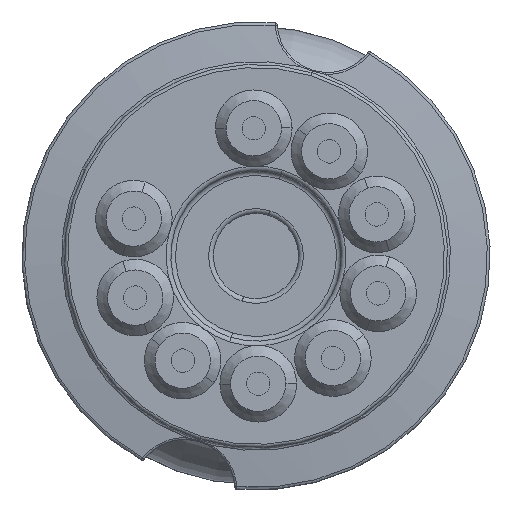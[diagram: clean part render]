
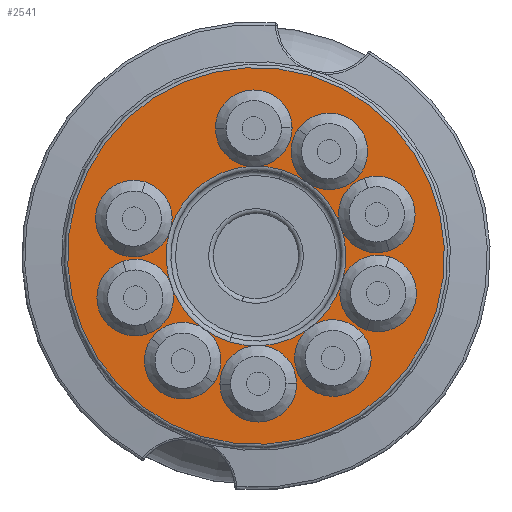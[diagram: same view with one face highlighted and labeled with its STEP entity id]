
A CAD part, left-side view. The second image highlights one B-rep face of the part: STEP entity #2541.
In plain terms, the highlighted face is planar.
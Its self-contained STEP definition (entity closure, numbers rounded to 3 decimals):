
#690 = VERTEX_POINT('',#691);
#691 = CARTESIAN_POINT('',(-6.956,-10.,-1.854));
#705 = VERTEX_POINT('',#706);
#706 = CARTESIAN_POINT('',(-4.456,-10.,-1.854));
#712 = EDGE_CURVE('',#705,#690,#713,.T.);
#713 = CIRCLE('',#714,1.25);
#714 = AXIS2_PLACEMENT_3D('',#715,#716,#717);
#715 = CARTESIAN_POINT('',(-5.706,-10.,-1.854));
#716 = DIRECTION('',(0.,1.,0.));
#717 = DIRECTION('',(-1.,0.,-0.));
#728 = VERTEX_POINT('',#729);
#729 = CARTESIAN_POINT('',(-6.956,-10.,1.854));
#743 = VERTEX_POINT('',#744);
#744 = CARTESIAN_POINT('',(-4.456,-10.,1.854));
#750 = EDGE_CURVE('',#743,#728,#751,.T.);
#751 = CIRCLE('',#752,1.25);
#752 = AXIS2_PLACEMENT_3D('',#753,#754,#755);
#753 = CARTESIAN_POINT('',(-5.706,-10.,1.854));
#754 = DIRECTION('',(0.,1.,0.));
#755 = DIRECTION('',(-1.,0.,-0.));
#766 = VERTEX_POINT('',#767);
#767 = CARTESIAN_POINT('',(-4.777,-10.,4.854));
#781 = VERTEX_POINT('',#782);
#782 = CARTESIAN_POINT('',(-2.277,-10.,4.854));
#788 = EDGE_CURVE('',#781,#766,#789,.T.);
#789 = CIRCLE('',#790,1.25);
#790 = AXIS2_PLACEMENT_3D('',#791,#792,#793);
#791 = CARTESIAN_POINT('',(-3.527,-10.,4.854));
#792 = DIRECTION('',(0.,1.,0.));
#793 = DIRECTION('',(-1.,0.,-0.));
#804 = VERTEX_POINT('',#805);
#805 = CARTESIAN_POINT('',(-1.25,-10.,6.));
#819 = VERTEX_POINT('',#820);
#820 = CARTESIAN_POINT('',(1.25,-10.,6.));
#826 = EDGE_CURVE('',#819,#804,#827,.T.);
#827 = CIRCLE('',#828,1.25);
#828 = AXIS2_PLACEMENT_3D('',#829,#830,#831);
#829 = CARTESIAN_POINT('',(0.,-10.,6.));
#830 = DIRECTION('',(0.,1.,0.));
#831 = DIRECTION('',(-1.,0.,-0.));
#842 = VERTEX_POINT('',#843);
#843 = CARTESIAN_POINT('',(2.277,-10.,4.854));
#857 = VERTEX_POINT('',#858);
#858 = CARTESIAN_POINT('',(4.777,-10.,4.854));
#864 = EDGE_CURVE('',#857,#842,#865,.T.);
#865 = CIRCLE('',#866,1.25);
#866 = AXIS2_PLACEMENT_3D('',#867,#868,#869);
#867 = CARTESIAN_POINT('',(3.527,-10.,4.854));
#868 = DIRECTION('',(0.,1.,0.));
#869 = DIRECTION('',(-1.,0.,-0.));
#880 = VERTEX_POINT('',#881);
#881 = CARTESIAN_POINT('',(4.456,-10.,1.854));
#895 = VERTEX_POINT('',#896);
#896 = CARTESIAN_POINT('',(6.956,-10.,1.854));
#902 = EDGE_CURVE('',#895,#880,#903,.T.);
#903 = CIRCLE('',#904,1.25);
#904 = AXIS2_PLACEMENT_3D('',#905,#906,#907);
#905 = CARTESIAN_POINT('',(5.706,-10.,1.854));
#906 = DIRECTION('',(0.,1.,0.));
#907 = DIRECTION('',(-1.,0.,-0.));
#918 = VERTEX_POINT('',#919);
#919 = CARTESIAN_POINT('',(4.456,-10.,-1.854));
#933 = VERTEX_POINT('',#934);
#934 = CARTESIAN_POINT('',(6.956,-10.,-1.854));
#940 = EDGE_CURVE('',#933,#918,#941,.T.);
#941 = CIRCLE('',#942,1.25);
#942 = AXIS2_PLACEMENT_3D('',#943,#944,#945);
#943 = CARTESIAN_POINT('',(5.706,-10.,-1.854));
#944 = DIRECTION('',(0.,1.,0.));
#945 = DIRECTION('',(-1.,0.,-0.));
#956 = VERTEX_POINT('',#957);
#957 = CARTESIAN_POINT('',(2.277,-10.,-4.854));
#971 = VERTEX_POINT('',#972);
#972 = CARTESIAN_POINT('',(4.777,-10.,-4.854));
#978 = EDGE_CURVE('',#971,#956,#979,.T.);
#979 = CIRCLE('',#980,1.25);
#980 = AXIS2_PLACEMENT_3D('',#981,#982,#983);
#981 = CARTESIAN_POINT('',(3.527,-10.,-4.854));
#982 = DIRECTION('',(0.,1.,0.));
#983 = DIRECTION('',(-1.,0.,-0.));
#994 = VERTEX_POINT('',#995);
#995 = CARTESIAN_POINT('',(-1.25,-10.,-6.));
#1009 = VERTEX_POINT('',#1010);
#1010 = CARTESIAN_POINT('',(1.25,-10.,-6.));
#1016 = EDGE_CURVE('',#1009,#994,#1017,.T.);
#1017 = CIRCLE('',#1018,1.25);
#1018 = AXIS2_PLACEMENT_3D('',#1019,#1020,#1021);
#1019 = CARTESIAN_POINT('',(0.,-10.,-6.));
#1020 = DIRECTION('',(0.,1.,0.));
#1021 = DIRECTION('',(-1.,0.,-0.));
#1043 = VERTEX_POINT('',#1044);
#1044 = CARTESIAN_POINT('',(4.222,-10.,0.));
#1051 = EDGE_CURVE('',#1052,#1043,#1054,.T.);
#1052 = VERTEX_POINT('',#1053);
#1053 = CARTESIAN_POINT('',(-4.222,-10.,0.));
#1054 = CIRCLE('',#1055,4.222);
#1055 = AXIS2_PLACEMENT_3D('',#1056,#1057,#1058);
#1056 = CARTESIAN_POINT('',(0.,-10.,0.));
#1057 = DIRECTION('',(0.,1.,0.));
#1058 = DIRECTION('',(-1.,0.,0.));
#1619 = EDGE_CURVE('',#1620,#1622,#1624,.T.);
#1620 = VERTEX_POINT('',#1621);
#1621 = CARTESIAN_POINT('',(-8.85,-10.,0.));
#1622 = VERTEX_POINT('',#1623);
#1623 = CARTESIAN_POINT('',(8.85,-10.,0.));
#1624 = CIRCLE('',#1625,8.85);
#1625 = AXIS2_PLACEMENT_3D('',#1626,#1627,#1628);
#1626 = CARTESIAN_POINT('',(0.,-10.,0.));
#1627 = DIRECTION('',(0.,1.,0.));
#1628 = DIRECTION('',(-1.,0.,0.));
#1884 = EDGE_CURVE('',#1622,#1620,#1885,.T.);
#1885 = CIRCLE('',#1886,8.85);
#1886 = AXIS2_PLACEMENT_3D('',#1887,#1888,#1889);
#1887 = CARTESIAN_POINT('',(0.,-10.,0.));
#1888 = DIRECTION('',(0.,1.,0.));
#1889 = DIRECTION('',(-1.,0.,0.));
#2530 = EDGE_CURVE('',#1043,#1052,#2531,.T.);
#2531 = CIRCLE('',#2532,4.222);
#2532 = AXIS2_PLACEMENT_3D('',#2533,#2534,#2535);
#2533 = CARTESIAN_POINT('',(0.,-10.,0.));
#2534 = DIRECTION('',(0.,1.,0.));
#2535 = DIRECTION('',(-1.,0.,0.));
#2541 = ADVANCED_FACE('',(#2542,#2552,#2562,#2572,#2582,#2592,#2602,
    #2612,#2622,#2632,#2636),#2640,.F.);
#2542 = FACE_BOUND('',#2543,.T.);
#2543 = EDGE_LOOP('',(#2544,#2551));
#2544 = ORIENTED_EDGE('',*,*,#2545,.T.);
#2545 = EDGE_CURVE('',#690,#705,#2546,.T.);
#2546 = CIRCLE('',#2547,1.25);
#2547 = AXIS2_PLACEMENT_3D('',#2548,#2549,#2550);
#2548 = CARTESIAN_POINT('',(-5.706,-10.,-1.854));
#2549 = DIRECTION('',(0.,1.,0.));
#2550 = DIRECTION('',(-1.,0.,-0.));
#2551 = ORIENTED_EDGE('',*,*,#712,.T.);
#2552 = FACE_BOUND('',#2553,.T.);
#2553 = EDGE_LOOP('',(#2554,#2561));
#2554 = ORIENTED_EDGE('',*,*,#2555,.T.);
#2555 = EDGE_CURVE('',#728,#743,#2556,.T.);
#2556 = CIRCLE('',#2557,1.25);
#2557 = AXIS2_PLACEMENT_3D('',#2558,#2559,#2560);
#2558 = CARTESIAN_POINT('',(-5.706,-10.,1.854));
#2559 = DIRECTION('',(0.,1.,0.));
#2560 = DIRECTION('',(-1.,0.,-0.));
#2561 = ORIENTED_EDGE('',*,*,#750,.T.);
#2562 = FACE_BOUND('',#2563,.T.);
#2563 = EDGE_LOOP('',(#2564,#2571));
#2564 = ORIENTED_EDGE('',*,*,#2565,.T.);
#2565 = EDGE_CURVE('',#766,#781,#2566,.T.);
#2566 = CIRCLE('',#2567,1.25);
#2567 = AXIS2_PLACEMENT_3D('',#2568,#2569,#2570);
#2568 = CARTESIAN_POINT('',(-3.527,-10.,4.854));
#2569 = DIRECTION('',(0.,1.,0.));
#2570 = DIRECTION('',(-1.,0.,-0.));
#2571 = ORIENTED_EDGE('',*,*,#788,.T.);
#2572 = FACE_BOUND('',#2573,.T.);
#2573 = EDGE_LOOP('',(#2574,#2581));
#2574 = ORIENTED_EDGE('',*,*,#2575,.T.);
#2575 = EDGE_CURVE('',#804,#819,#2576,.T.);
#2576 = CIRCLE('',#2577,1.25);
#2577 = AXIS2_PLACEMENT_3D('',#2578,#2579,#2580);
#2578 = CARTESIAN_POINT('',(0.,-10.,6.));
#2579 = DIRECTION('',(0.,1.,0.));
#2580 = DIRECTION('',(-1.,0.,-0.));
#2581 = ORIENTED_EDGE('',*,*,#826,.T.);
#2582 = FACE_BOUND('',#2583,.T.);
#2583 = EDGE_LOOP('',(#2584,#2591));
#2584 = ORIENTED_EDGE('',*,*,#2585,.T.);
#2585 = EDGE_CURVE('',#842,#857,#2586,.T.);
#2586 = CIRCLE('',#2587,1.25);
#2587 = AXIS2_PLACEMENT_3D('',#2588,#2589,#2590);
#2588 = CARTESIAN_POINT('',(3.527,-10.,4.854));
#2589 = DIRECTION('',(0.,1.,0.));
#2590 = DIRECTION('',(-1.,0.,-0.));
#2591 = ORIENTED_EDGE('',*,*,#864,.T.);
#2592 = FACE_BOUND('',#2593,.T.);
#2593 = EDGE_LOOP('',(#2594,#2601));
#2594 = ORIENTED_EDGE('',*,*,#2595,.T.);
#2595 = EDGE_CURVE('',#880,#895,#2596,.T.);
#2596 = CIRCLE('',#2597,1.25);
#2597 = AXIS2_PLACEMENT_3D('',#2598,#2599,#2600);
#2598 = CARTESIAN_POINT('',(5.706,-10.,1.854));
#2599 = DIRECTION('',(0.,1.,0.));
#2600 = DIRECTION('',(-1.,0.,-0.));
#2601 = ORIENTED_EDGE('',*,*,#902,.T.);
#2602 = FACE_BOUND('',#2603,.T.);
#2603 = EDGE_LOOP('',(#2604,#2611));
#2604 = ORIENTED_EDGE('',*,*,#2605,.T.);
#2605 = EDGE_CURVE('',#918,#933,#2606,.T.);
#2606 = CIRCLE('',#2607,1.25);
#2607 = AXIS2_PLACEMENT_3D('',#2608,#2609,#2610);
#2608 = CARTESIAN_POINT('',(5.706,-10.,-1.854));
#2609 = DIRECTION('',(0.,1.,0.));
#2610 = DIRECTION('',(-1.,0.,-0.));
#2611 = ORIENTED_EDGE('',*,*,#940,.T.);
#2612 = FACE_BOUND('',#2613,.T.);
#2613 = EDGE_LOOP('',(#2614,#2621));
#2614 = ORIENTED_EDGE('',*,*,#2615,.T.);
#2615 = EDGE_CURVE('',#956,#971,#2616,.T.);
#2616 = CIRCLE('',#2617,1.25);
#2617 = AXIS2_PLACEMENT_3D('',#2618,#2619,#2620);
#2618 = CARTESIAN_POINT('',(3.527,-10.,-4.854));
#2619 = DIRECTION('',(0.,1.,0.));
#2620 = DIRECTION('',(-1.,0.,-0.));
#2621 = ORIENTED_EDGE('',*,*,#978,.T.);
#2622 = FACE_BOUND('',#2623,.T.);
#2623 = EDGE_LOOP('',(#2624,#2631));
#2624 = ORIENTED_EDGE('',*,*,#2625,.T.);
#2625 = EDGE_CURVE('',#994,#1009,#2626,.T.);
#2626 = CIRCLE('',#2627,1.25);
#2627 = AXIS2_PLACEMENT_3D('',#2628,#2629,#2630);
#2628 = CARTESIAN_POINT('',(0.,-10.,-6.));
#2629 = DIRECTION('',(0.,1.,0.));
#2630 = DIRECTION('',(-1.,0.,-0.));
#2631 = ORIENTED_EDGE('',*,*,#1016,.T.);
#2632 = FACE_BOUND('',#2633,.T.);
#2633 = EDGE_LOOP('',(#2634,#2635));
#2634 = ORIENTED_EDGE('',*,*,#1619,.F.);
#2635 = ORIENTED_EDGE('',*,*,#1884,.F.);
#2636 = FACE_BOUND('',#2637,.T.);
#2637 = EDGE_LOOP('',(#2638,#2639));
#2638 = ORIENTED_EDGE('',*,*,#1051,.T.);
#2639 = ORIENTED_EDGE('',*,*,#2530,.T.);
#2640 = PLANE('',#2641);
#2641 = AXIS2_PLACEMENT_3D('',#2642,#2643,#2644);
#2642 = CARTESIAN_POINT('',(4.222,-10.,0.));
#2643 = DIRECTION('',(0.,1.,0.));
#2644 = DIRECTION('',(-1.,0.,0.));
